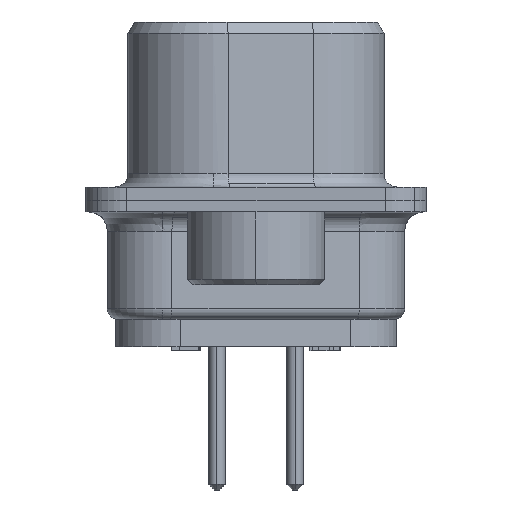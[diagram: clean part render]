
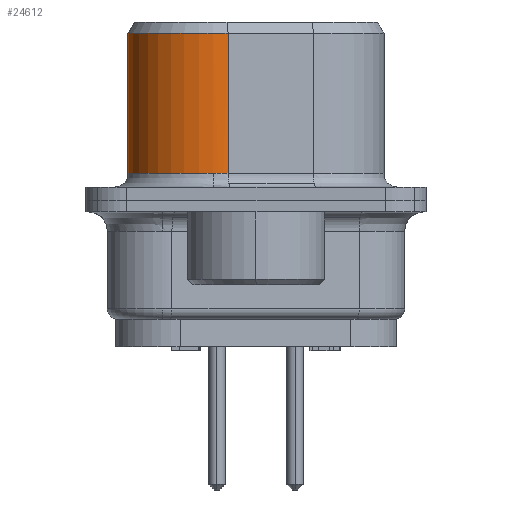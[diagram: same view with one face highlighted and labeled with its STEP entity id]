
A CAD part, left-side view. The second image highlights one B-rep face of the part: STEP entity #24612.
In plain terms, the highlighted cylindrical face has radius 3.1 mm (diameter 6.2 mm), a partial arc.
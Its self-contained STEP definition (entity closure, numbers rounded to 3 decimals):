
#20502=CARTESIAN_POINT('',(20.0,1.55,-1.0));
#20503=VERTEX_POINT('',#20502);
#20529=CARTESIAN_POINT('',(19.953,1.012,-1.0));
#20530=VERTEX_POINT('',#20529);
#20538=CARTESIAN_POINT('',(16.9,1.55,-1.0));
#20539=DIRECTION('',(0.0,0.0,1.0));
#20540=DIRECTION('',(0.766,0.643,0.0));
#20541=AXIS2_PLACEMENT_3D('',#20538,#20539,#20540);
#20542=CIRCLE('',#20541,3.1);
#20543=EDGE_CURVE('',#20530,#20503,#20542,.T.);
#21052=CARTESIAN_POINT('',(19.953,1.012,-6.1));
#21053=VERTEX_POINT('',#21052);
#21116=CARTESIAN_POINT('',(16.9,4.65,-6.1));
#21117=VERTEX_POINT('',#21116);
#21124=CARTESIAN_POINT('',(16.9,1.55,-6.1));
#21125=DIRECTION('',(0.0,0.0,-1.));
#21126=DIRECTION('',(0.985,-0.174,0.0));
#21127=AXIS2_PLACEMENT_3D('',#21124,#21125,#21126);
#21128=CIRCLE('',#21127,3.1);
#21129=EDGE_CURVE('',#21117,#21053,#21128,.T.);
#24473=CARTESIAN_POINT('',(16.9,4.65,-1.0));
#24474=VERTEX_POINT('',#24473);
#24475=CARTESIAN_POINT('',(16.9,1.55,-1.0));
#24476=DIRECTION('',(0.0,0.0,1.0));
#24477=DIRECTION('',(0.766,0.643,0.0));
#24478=AXIS2_PLACEMENT_3D('',#24475,#24476,#24477);
#24479=CIRCLE('',#24478,3.1);
#24480=EDGE_CURVE('',#20503,#24474,#24479,.T.);
#24590=CARTESIAN_POINT('',(16.9,1.55,0.0));
#24591=DIRECTION('',(0.0,0.0,-1.0));
#24592=DIRECTION('',(0.985,-0.174,0.0));
#24593=AXIS2_PLACEMENT_3D('',#24590,#24591,#24592);
#24594=CYLINDRICAL_SURFACE('',#24593,3.1);
#24595=ORIENTED_EDGE('',*,*,#21129,.F.);
#24596=CARTESIAN_POINT('',(16.9,4.65,-1.0));
#24597=DIRECTION('',(0.0,0.0,-1.0));
#24598=VECTOR('',#24597,5.1);
#24599=LINE('',#24596,#24598);
#24600=EDGE_CURVE('',#24474,#21117,#24599,.T.);
#24601=ORIENTED_EDGE('',*,*,#24600,.F.);
#24602=ORIENTED_EDGE('',*,*,#24480,.F.);
#24603=ORIENTED_EDGE('',*,*,#20543,.F.);
#24604=CARTESIAN_POINT('',(19.953,1.012,-1.0));
#24605=DIRECTION('',(0.0,0.0,-1.0));
#24606=VECTOR('',#24605,5.1);
#24607=LINE('',#24604,#24606);
#24608=EDGE_CURVE('',#20530,#21053,#24607,.T.);
#24609=ORIENTED_EDGE('',*,*,#24608,.T.);
#24610=EDGE_LOOP('',(#24595,#24601,#24602,#24603,#24609));
#24611=FACE_OUTER_BOUND('',#24610,.T.);
#24612=ADVANCED_FACE('',(#24611),#24594,.T.);
